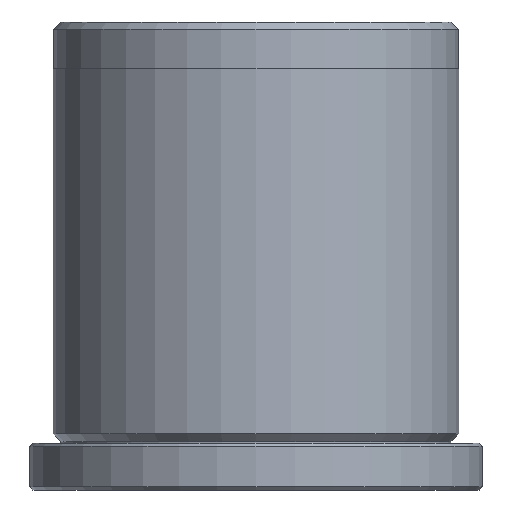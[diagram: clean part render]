
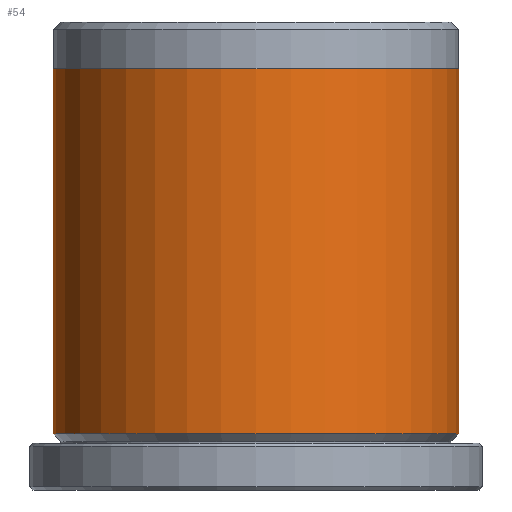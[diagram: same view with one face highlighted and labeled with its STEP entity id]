
A CAD part, front view. The second image highlights one B-rep face of the part: STEP entity #54.
In plain terms, the highlighted cylindrical face has radius 13 mm (diameter 26 mm), a partial arc.
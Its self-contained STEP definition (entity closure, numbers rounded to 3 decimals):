
#54 = ADVANCED_FACE ( 'NONE', ( #791 ), #184, .T. ) ;
#95 = AXIS2_PLACEMENT_3D ( 'NONE', #1153, #1031, #1267 ) ;
#99 = ORIENTED_EDGE ( 'NONE', *, *, #1485, .F. ) ;
#170 = VECTOR ( 'NONE', #560, 1000. ) ;
#184 = CYLINDRICAL_SURFACE ( 'NONE', #95, 13. ) ;
#216 = CARTESIAN_POINT ( 'NONE',  ( -13., 0., 3.6 ) ) ;
#218 = LINE ( 'NONE', #1444, #170 ) ;
#229 = VERTEX_POINT ( 'NONE', #1437 ) ;
#243 = EDGE_CURVE ( 'NONE', #613, #916, #1231, .T. ) ;
#414 = CARTESIAN_POINT ( 'NONE',  ( 0., 0., 27. ) ) ;
#438 = ORIENTED_EDGE ( 'NONE', *, *, #243, .F. ) ;
#506 = EDGE_CURVE ( 'NONE', #229, #1524, #1065, .T. ) ;
#538 = DIRECTION ( 'NONE',  ( 1., 0., 0. ) ) ;
#560 = DIRECTION ( 'NONE',  ( 0., 0., -1. ) ) ;
#613 = VERTEX_POINT ( 'NONE', #858 ) ;
#715 = CARTESIAN_POINT ( 'NONE',  ( 0., 0., 3.6 ) ) ;
#756 = AXIS2_PLACEMENT_3D ( 'NONE', #715, #1576, #830 ) ;
#761 = VECTOR ( 'NONE', #1341, 1000. ) ;
#783 = ORIENTED_EDGE ( 'NONE', *, *, #1107, .T. ) ;
#791 = FACE_OUTER_BOUND ( 'NONE', #1361, .T. ) ;
#830 = DIRECTION ( 'NONE',  ( -1., 0., 0. ) ) ;
#858 = CARTESIAN_POINT ( 'NONE',  ( -13., 0., 27. ) ) ;
#916 = VERTEX_POINT ( 'NONE', #1116 ) ;
#1031 = DIRECTION ( 'NONE',  ( 0., 0., -1. ) ) ;
#1065 = CIRCLE ( 'NONE', #756, 13. ) ;
#1107 = EDGE_CURVE ( 'NONE', #613, #1524, #218, .T. ) ;
#1116 = CARTESIAN_POINT ( 'NONE',  ( 13., 0., 27. ) ) ;
#1153 = CARTESIAN_POINT ( 'NONE',  ( 0., 0., 30. ) ) ;
#1231 = CIRCLE ( 'NONE', #1527, 13. ) ;
#1267 = DIRECTION ( 'NONE',  ( -1., 0., 0. ) ) ;
#1296 = DIRECTION ( 'NONE',  ( 0., 0., 1. ) ) ;
#1341 = DIRECTION ( 'NONE',  ( 0., 0., -1. ) ) ;
#1361 = EDGE_LOOP ( 'NONE', ( #99, #438, #783, #1434 ) ) ;
#1384 = LINE ( 'NONE', #1617, #761 ) ;
#1434 = ORIENTED_EDGE ( 'NONE', *, *, #506, .F. ) ;
#1437 = CARTESIAN_POINT ( 'NONE',  ( 13., 0., 3.6 ) ) ;
#1444 = CARTESIAN_POINT ( 'NONE',  ( -13., 0., 30. ) ) ;
#1485 = EDGE_CURVE ( 'NONE', #916, #229, #1384, .T. ) ;
#1524 = VERTEX_POINT ( 'NONE', #216 ) ;
#1527 = AXIS2_PLACEMENT_3D ( 'NONE', #414, #1296, #538 ) ;
#1576 = DIRECTION ( 'NONE',  ( 0., 0., -1. ) ) ;
#1617 = CARTESIAN_POINT ( 'NONE',  ( 13., 0., 30. ) ) ;
